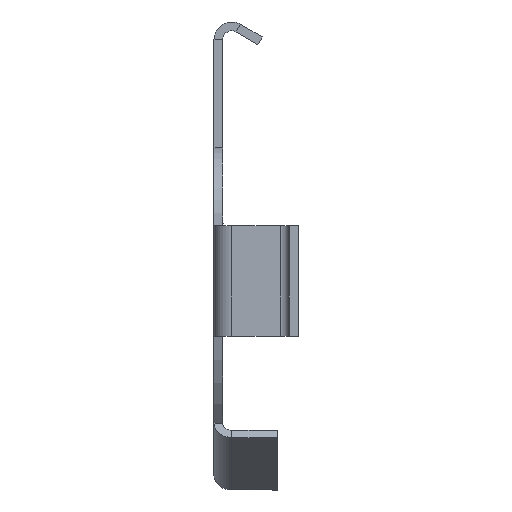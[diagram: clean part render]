
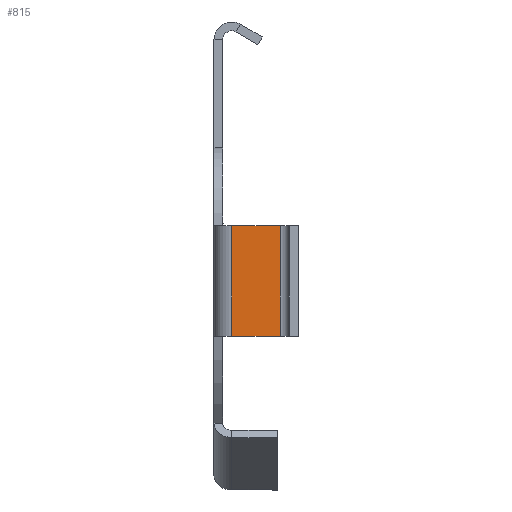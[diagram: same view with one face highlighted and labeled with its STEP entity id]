
A CAD part, left-side view. The second image highlights one B-rep face of the part: STEP entity #815.
In plain terms, the highlighted planar face has unit normal (-1, 0, 0).
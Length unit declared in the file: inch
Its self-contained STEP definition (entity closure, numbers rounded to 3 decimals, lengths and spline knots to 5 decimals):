
#139 = VECTOR ( 'NONE', #247, 39.37008 ) ;
#142 = VERTEX_POINT ( 'NONE', #2258 ) ;
#192 = LINE ( 'NONE', #1277, #139 ) ;
#247 = DIRECTION ( 'NONE',  ( 0., 0., -1. ) ) ;
#271 = LINE ( 'NONE', #2846, #272 ) ;
#272 = VECTOR ( 'NONE', #1484, 39.37008 ) ;
#333 = EDGE_LOOP ( 'NONE', ( #2731, #2766, #1842, #879 ) ) ;
#375 = LINE ( 'NONE', #1919, #417 ) ;
#417 = VECTOR ( 'NONE', #2149, 39.37008 ) ;
#571 = VECTOR ( 'NONE', #2402, 39.37008 ) ;
#579 = CARTESIAN_POINT ( 'NONE',  ( -0.26, -0.02, -0.2105 ) ) ;
#616 = LINE ( 'NONE', #2187, #571 ) ;
#719 = VERTEX_POINT ( 'NONE', #579 ) ;
#815 = ADVANCED_FACE ( 'NONE', ( #2928 ), #2507, .F. ) ;
#873 = VERTEX_POINT ( 'NONE', #1472 ) ;
#879 = ORIENTED_EDGE ( 'NONE', *, *, #2054, .F. ) ;
#1089 = DIRECTION ( 'NONE',  ( 1., 0., 0. ) ) ;
#1277 = CARTESIAN_POINT ( 'NONE',  ( -0.26, -0.0751, -0.3355 ) ) ;
#1472 = CARTESIAN_POINT ( 'NONE',  ( -0.26, -0.0751, -0.3355 ) ) ;
#1484 = DIRECTION ( 'NONE',  ( 0., 1., 0. ) ) ;
#1842 = ORIENTED_EDGE ( 'NONE', *, *, #2142, .F. ) ;
#1919 = CARTESIAN_POINT ( 'NONE',  ( -0.26, -0.0751, -0.2105 ) ) ;
#1978 = EDGE_CURVE ( 'NONE', #2047, #719, #616, .T. ) ;
#2047 = VERTEX_POINT ( 'NONE', #2134 ) ;
#2054 = EDGE_CURVE ( 'NONE', #719, #142, #375, .T. ) ;
#2098 = EDGE_CURVE ( 'NONE', #873, #2047, #271, .T. ) ;
#2134 = CARTESIAN_POINT ( 'NONE',  ( -0.26, -0.02, -0.3355 ) ) ;
#2142 = EDGE_CURVE ( 'NONE', #142, #873, #192, .T. ) ;
#2149 = DIRECTION ( 'NONE',  ( 0., -1., 0. ) ) ;
#2187 = CARTESIAN_POINT ( 'NONE',  ( -0.26, -0.02, -0.2105 ) ) ;
#2258 = CARTESIAN_POINT ( 'NONE',  ( -0.26, -0.0751, -0.2105 ) ) ;
#2282 = CARTESIAN_POINT ( 'NONE',  ( -0.26, 0., 0. ) ) ;
#2402 = DIRECTION ( 'NONE',  ( 0., 0., 1. ) ) ;
#2507 = PLANE ( 'NONE',  #2955 ) ;
#2715 = DIRECTION ( 'NONE',  ( 0., -1., 0. ) ) ;
#2731 = ORIENTED_EDGE ( 'NONE', *, *, #1978, .F. ) ;
#2766 = ORIENTED_EDGE ( 'NONE', *, *, #2098, .F. ) ;
#2846 = CARTESIAN_POINT ( 'NONE',  ( -0.26, -0.01, -0.3355 ) ) ;
#2928 = FACE_OUTER_BOUND ( 'NONE', #333, .T. ) ;
#2955 = AXIS2_PLACEMENT_3D ( 'NONE', #2282, #1089, #2715 ) ;
